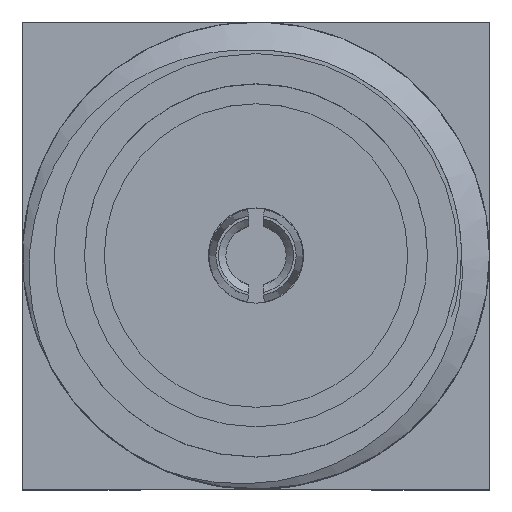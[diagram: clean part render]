
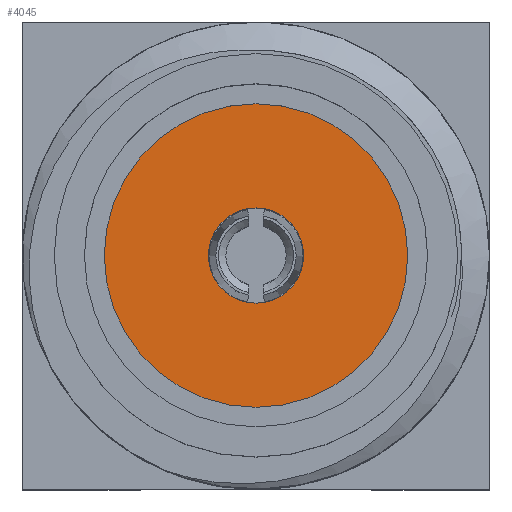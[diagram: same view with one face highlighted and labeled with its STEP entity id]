
A CAD part, top view. The second image highlights one B-rep face of the part: STEP entity #4045.
In plain terms, the highlighted planar face has unit normal (0, 0, 1).
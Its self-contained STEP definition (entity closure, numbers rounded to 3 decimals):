
#1713=CARTESIAN_POINT('',(0.,0.,7.029));
#1714=DIRECTION('',(0.,0.,1.));
#1715=DIRECTION('',(1.,0.,0.));
#1716=AXIS2_PLACEMENT_3D('',#1713,#1714,#1715);
#1721=CARTESIAN_POINT('',(0.,0.,7.029));
#1722=DIRECTION('',(0.,0.,1.));
#1723=DIRECTION('',(-1.,0.,0.));
#1724=AXIS2_PLACEMENT_3D('',#1721,#1722,#1723);
#1729=CARTESIAN_POINT('',(0.,0.,7.029));
#1730=DIRECTION('',(0.,0.,1.));
#1731=DIRECTION('',(1.,0.,0.));
#1732=AXIS2_PLACEMENT_3D('',#1729,#1730,#1731);
#1737=CARTESIAN_POINT('',(0.,0.,7.029));
#1738=DIRECTION('',(0.,0.,1.));
#1739=DIRECTION('',(-1.,0.,0.));
#1740=AXIS2_PLACEMENT_3D('',#1737,#1738,#1739);
#2666=CARTESIAN_POINT('',(2.064,0.,7.029));
#2667=CARTESIAN_POINT('',(-2.064,0.,7.029));
#2668=VERTEX_POINT('',#2666);
#2669=VERTEX_POINT('',#2667);
#2678=CARTESIAN_POINT('',(0.648,0.,7.029));
#2679=CARTESIAN_POINT('',(-0.648,0.,7.029));
#2680=VERTEX_POINT('',#2678);
#2681=VERTEX_POINT('',#2679);
#4030=CARTESIAN_POINT('',(0.,0.,7.029));
#4031=DIRECTION('',(0.,0.,1.));
#4032=DIRECTION('',(1.,0.,0.));
#4033=AXIS2_PLACEMENT_3D('',#4030,#4031,#4032);
#4034=PLANE('',#4033);
#4035=ORIENTED_EDGE('',*,*,#4010,.F.);
#4036=ORIENTED_EDGE('',*,*,#4024,.F.);
#4037=EDGE_LOOP('',(#4035,#4036));
#4038=FACE_OUTER_BOUND('',#4037,.F.);
#4040=ORIENTED_EDGE('',*,*,#4039,.T.);
#4042=ORIENTED_EDGE('',*,*,#4041,.T.);
#4043=EDGE_LOOP('',(#4040,#4042));
#4044=FACE_BOUND('',#4043,.F.);
#1717=CIRCLE('',#1716,2.064);
#1725=CIRCLE('',#1724,2.064);
#1733=CIRCLE('',#1732,0.648);
#1741=CIRCLE('',#1740,0.648);
#4010=EDGE_CURVE('',#2668,#2669,#1717,.T.);
#4024=EDGE_CURVE('',#2669,#2668,#1725,.T.);
#4039=EDGE_CURVE('',#2680,#2681,#1733,.T.);
#4041=EDGE_CURVE('',#2681,#2680,#1741,.T.);
#4045=ADVANCED_FACE('',(#4038,#4044),#4034,.T.);
